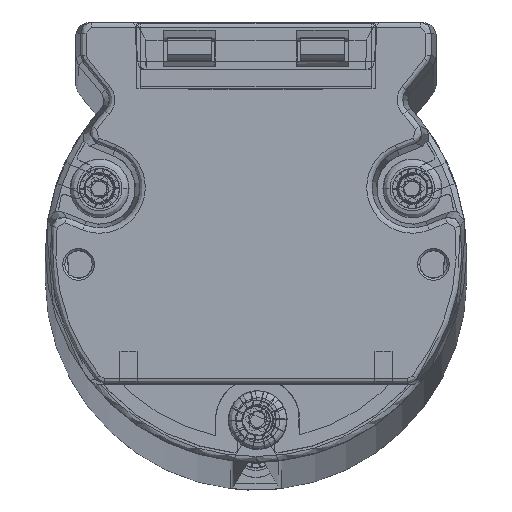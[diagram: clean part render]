
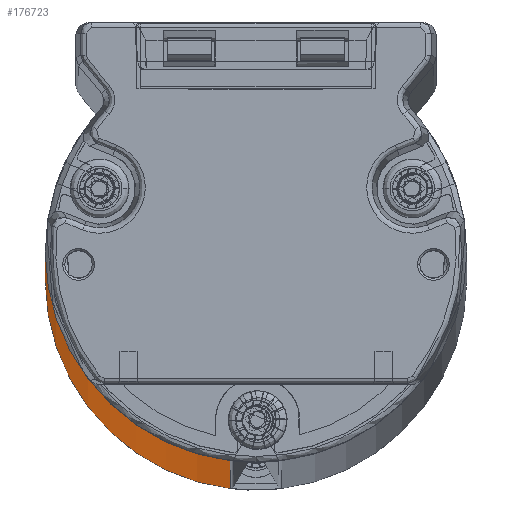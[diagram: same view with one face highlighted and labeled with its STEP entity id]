
A CAD part, top view. The second image highlights one B-rep face of the part: STEP entity #176723.
In plain terms, the highlighted cylindrical face has radius 19 mm (diameter 38 mm), a partial arc.
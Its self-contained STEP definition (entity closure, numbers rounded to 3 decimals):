
#73525=CARTESIAN_POINT('',(0.,0.,-1440.25));
#73526=DIRECTION('',(0.,0.,1.));
#73527=DIRECTION('',(-0.951,0.308,0.));
#73528=AXIS2_PLACEMENT_3D('',#73525,#73526,#73527);
#73530=DIRECTION('',(0.,0.,-1.));
#73531=VECTOR('',#73530,1440.25);
#73532=CARTESIAN_POINT('',(-18.075,5.857,
0.));
#73533=LINE('',#73532,#73531);
#73534=CARTESIAN_POINT('',(0.,0.,0.));
#73535=DIRECTION('',(0.,0.,-1.));
#73536=DIRECTION('',(-0.122,-0.992,0.));
#73537=AXIS2_PLACEMENT_3D('',#73534,#73535,#73536);
#73539=DIRECTION('',(0.,0.,1.));
#73540=VECTOR('',#73539,1440.25);
#73541=CARTESIAN_POINT('',(-2.323,-18.857,-1440.25));
#73542=LINE('',#73541,#73540);
#138363=CARTESIAN_POINT('',(-2.323,-18.857,
0.));
#138364=CARTESIAN_POINT('',(-18.075,5.857,
0.));
#138365=VERTEX_POINT('',#138363);
#138366=VERTEX_POINT('',#138364);
#138830=CARTESIAN_POINT('',(-18.075,5.857,-1440.25));
#138831=CARTESIAN_POINT('',(-2.323,-18.857,-1440.25));
#138832=VERTEX_POINT('',#138830);
#138833=VERTEX_POINT('',#138831);
#176711=CARTESIAN_POINT('',(0.,0.,0.));
#176712=DIRECTION('',(0.,0.,1.));
#176713=DIRECTION('',(1.,0.,0.));
#176714=AXIS2_PLACEMENT_3D('',#176711,#176712,#176713);
#176715=CYLINDRICAL_SURFACE('',#176714,19.);
#176716=ORIENTED_EDGE('',*,*,#175024,.F.);
#176717=ORIENTED_EDGE('',*,*,#176692,.F.);
#176718=ORIENTED_EDGE('',*,*,#173289,.F.);
#176720=ORIENTED_EDGE('',*,*,#176719,.F.);
#176721=EDGE_LOOP('',(#176716,#176717,#176718,#176720));
#176722=FACE_OUTER_BOUND('',#176721,.F.);
#176723=ADVANCED_FACE('',(#176722),#176715,.T.);
#73529=CIRCLE('',#73528,19.);
#73538=CIRCLE('',#73537,19.);
#173289=EDGE_CURVE('',#138365,#138366,#73538,.T.);
#175024=EDGE_CURVE('',#138832,#138833,#73529,.T.);
#176692=EDGE_CURVE('',#138366,#138832,#73533,.T.);
#176719=EDGE_CURVE('',#138833,#138365,#73542,.T.);
